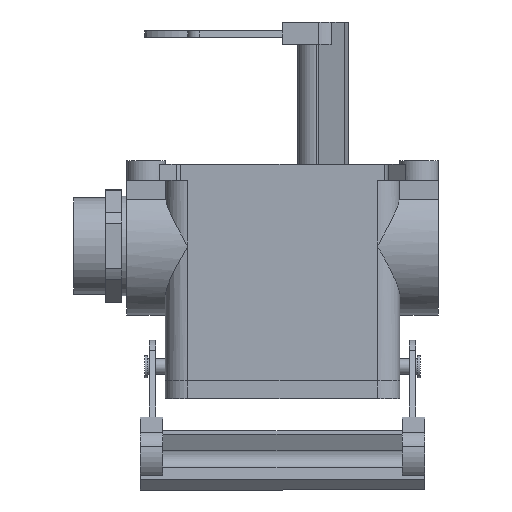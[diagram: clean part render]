
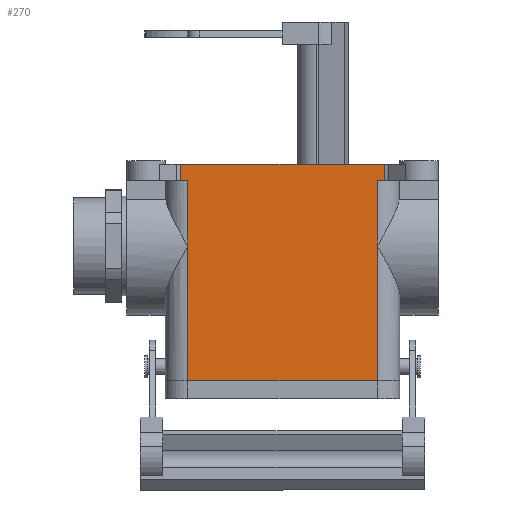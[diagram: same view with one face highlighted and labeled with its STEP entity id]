
A CAD part, top view. The second image highlights one B-rep face of the part: STEP entity #270.
In plain terms, the highlighted planar face has unit normal (0, 0, 1).
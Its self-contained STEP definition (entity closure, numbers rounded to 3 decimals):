
#270 = ADVANCED_FACE( '', ( #706 ), #707, .F. );
#706 = FACE_OUTER_BOUND( '', #1362, .T. );
#707 = PLANE( '', #1363 );
#1362 = EDGE_LOOP( '', ( #2104, #2105, #2106, #2107, #2108, #2109, #2110, #2111, #2112, #2113 ) );
#1363 = AXIS2_PLACEMENT_3D( '', #2114, #2115, #2116 );
#2104 = ORIENTED_EDGE( '', *, *, #3812, .T. );
#2105 = ORIENTED_EDGE( '', *, *, #3813, .T. );
#2106 = ORIENTED_EDGE( '', *, *, #3814, .F. );
#2107 = ORIENTED_EDGE( '', *, *, #3815, .T. );
#2108 = ORIENTED_EDGE( '', *, *, #3816, .T. );
#2109 = ORIENTED_EDGE( '', *, *, #3817, .F. );
#2110 = ORIENTED_EDGE( '', *, *, #3818, .F. );
#2111 = ORIENTED_EDGE( '', *, *, #3819, .F. );
#2112 = ORIENTED_EDGE( '', *, *, #3820, .F. );
#2113 = ORIENTED_EDGE( '', *, *, #3821, .T. );
#2114 = CARTESIAN_POINT( '', ( 32.515, -5., 21.5 ) );
#2115 = DIRECTION( '', ( 0., 0., -1. ) );
#2116 = DIRECTION( '', ( -1., 0., 0. ) );
#3812 = EDGE_CURVE( '', #4570, #4571, #4572, .T. );
#3813 = EDGE_CURVE( '', #4571, #4573, #4574, .F. );
#3814 = EDGE_CURVE( '', #4575, #4573, #4576, .T. );
#3815 = EDGE_CURVE( '', #4575, #4577, #4578, .T. );
#3816 = EDGE_CURVE( '', #4577, #4579, #4580, .T. );
#3817 = EDGE_CURVE( '', #4581, #4579, #4582, .T. );
#3818 = EDGE_CURVE( '', #4583, #4581, #4584, .T. );
#3819 = EDGE_CURVE( '', #4585, #4583, #4586, .T. );
#3820 = EDGE_CURVE( '', #4587, #4585, #4588, .T. );
#3821 = EDGE_CURVE( '', #4587, #4570, #4589, .T. );
#4570 = VERTEX_POINT( '', #5716 );
#4571 = VERTEX_POINT( '', #5717 );
#4572 = LINE( '', #5718, #5719 );
#4573 = VERTEX_POINT( '', #5720 );
#4574 = LINE( '', #5721, #5722 );
#4575 = VERTEX_POINT( '', #5723 );
#4576 = LINE( '', #5724, #5725 );
#4577 = VERTEX_POINT( '', #5726 );
#4578 = LINE( '', #5727, #5728 );
#4579 = VERTEX_POINT( '', #5729 );
#4580 = LINE( '', #5730, #5731 );
#4581 = VERTEX_POINT( '', #5732 );
#4582 = LINE( '', #5733, #5734 );
#4583 = VERTEX_POINT( '', #5735 );
#4584 = LINE( '', #5736, #5737 );
#4585 = VERTEX_POINT( '', #5738 );
#4586 = LINE( '', #5739, #5740 );
#4587 = VERTEX_POINT( '', #5741 );
#4588 = LINE( '', #5742, #5743 );
#4589 = LINE( '', #5744, #5745 );
#5716 = CARTESIAN_POINT( '', ( 31.686, 0., 21.5 ) );
#5717 = CARTESIAN_POINT( '', ( -31.686, 0., 21.5 ) );
#5718 = CARTESIAN_POINT( '', ( 32.515, 0., 21.5 ) );
#5719 = VECTOR( '', #7132, 1000. );
#5720 = CARTESIAN_POINT( '', ( -31.686, -5., 21.5 ) );
#5721 = CARTESIAN_POINT( '', ( -31.686, -5., 21.5 ) );
#5722 = VECTOR( '', #7133, 1000. );
#5723 = CARTESIAN_POINT( '', ( -29.5, -5., 21.5 ) );
#5724 = CARTESIAN_POINT( '', ( 32.515, -5., 21.5 ) );
#5725 = VECTOR( '', #7134, 1000. );
#5726 = CARTESIAN_POINT( '', ( -29.5, -25.5, 21.5 ) );
#5727 = CARTESIAN_POINT( '', ( -29.5, 64.704, 21.5 ) );
#5728 = VECTOR( '', #7135, 1000. );
#5729 = CARTESIAN_POINT( '', ( -29.5, -67.4, 21.5 ) );
#5730 = CARTESIAN_POINT( '', ( -29.5, 64.704, 21.5 ) );
#5731 = VECTOR( '', #7136, 1000. );
#5732 = CARTESIAN_POINT( '', ( 29.5, -67.4, 21.5 ) );
#5733 = CARTESIAN_POINT( '', ( -29.5, -67.4, 21.5 ) );
#5734 = VECTOR( '', #7137, 1000. );
#5735 = CARTESIAN_POINT( '', ( 29.5, -25.5, 21.5 ) );
#5736 = CARTESIAN_POINT( '', ( 29.5, 64.704, 21.5 ) );
#5737 = VECTOR( '', #7138, 1000. );
#5738 = CARTESIAN_POINT( '', ( 29.5, -5., 21.5 ) );
#5739 = CARTESIAN_POINT( '', ( 29.5, 64.704, 21.5 ) );
#5740 = VECTOR( '', #7139, 1000. );
#5741 = CARTESIAN_POINT( '', ( 31.686, -5., 21.5 ) );
#5742 = CARTESIAN_POINT( '', ( 32.515, -5., 21.5 ) );
#5743 = VECTOR( '', #7140, 1000. );
#5744 = CARTESIAN_POINT( '', ( 31.686, 0., 21.5 ) );
#5745 = VECTOR( '', #7141, 1000. );
#7132 = DIRECTION( '', ( -1., 0., 0. ) );
#7133 = DIRECTION( '', ( 0., 1., 0. ) );
#7134 = DIRECTION( '', ( -1., 0., 0. ) );
#7135 = DIRECTION( '', ( 0., -1., 0. ) );
#7136 = DIRECTION( '', ( 0., -1., 0. ) );
#7137 = DIRECTION( '', ( -1., 0., 0. ) );
#7138 = DIRECTION( '', ( 0., -1., 0. ) );
#7139 = DIRECTION( '', ( 0., -1., 0. ) );
#7140 = DIRECTION( '', ( -1., 0., 0. ) );
#7141 = DIRECTION( '', ( 0., 1., 0. ) );
